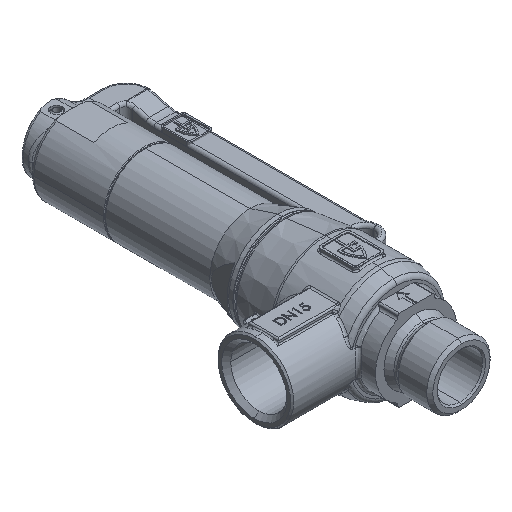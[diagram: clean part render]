
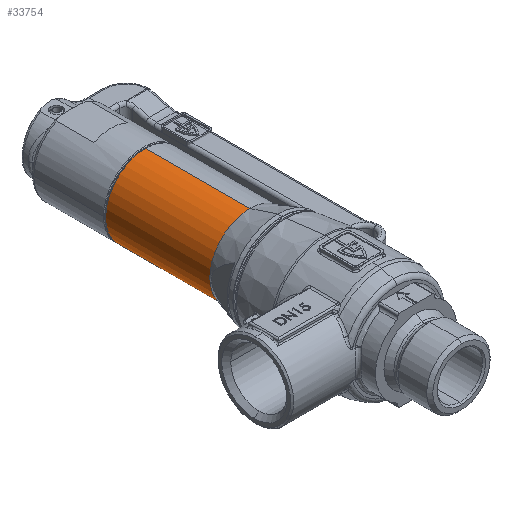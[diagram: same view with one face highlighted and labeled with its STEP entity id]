
A CAD part, isometric view. The second image highlights one B-rep face of the part: STEP entity #33754.
In plain terms, the highlighted cylindrical face has radius 13.25 mm (diameter 26.5 mm), a partial arc.
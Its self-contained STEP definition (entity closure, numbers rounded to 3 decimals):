
#3324 = VERTEX_POINT ( 'NONE', #26135 ) ;
#3902 = VERTEX_POINT ( 'NONE', #26235 ) ;
#3985 = VERTEX_POINT ( 'NONE', #26316 ) ;
#4117 = VERTEX_POINT ( 'NONE', #26420 ) ;
#5022 = EDGE_LOOP ( 'NONE', ( #9131, #9132, #9134, #9135 ) ) ;
#6604 = VECTOR ( 'NONE', #32235, 1000. ) ;
#7019 = VECTOR ( 'NONE', #32233, 1000. ) ;
#7576 = FACE_OUTER_BOUND ( 'NONE', #5022, .T. ) ;
#7599 = CYLINDRICAL_SURFACE ( 'NONE', #10400, 13.25 ) ;
#7600 = CARTESIAN_POINT ( 'NONE',  ( 0., 70.245, 0. ) ) ;
#7610 = DIRECTION ( 'NONE',  ( 0., -1., 0. ) ) ;
#7611 = DIRECTION ( 'NONE',  ( 0., 0., -1. ) ) ;
#9131 = ORIENTED_EDGE ( 'NONE', *, *, #35636, .F. ) ;
#9132 = ORIENTED_EDGE ( 'NONE', *, *, #34573, .T. ) ;
#9134 = ORIENTED_EDGE ( 'NONE', *, *, #35637, .T. ) ;
#9135 = ORIENTED_EDGE ( 'NONE', *, *, #34608, .F. ) ;
#10400 = AXIS2_PLACEMENT_3D ( 'NONE', #7600, #7610, #7611 ) ;
#21756 = CARTESIAN_POINT ( 'NONE',  ( 0., 125.745, 0. ) ) ;
#21757 = DIRECTION ( 'NONE',  ( 0., -1., 0. ) ) ;
#21758 = DIRECTION ( 'NONE',  ( 0., 0., 1. ) ) ;
#21828 = CARTESIAN_POINT ( 'NONE',  ( 0., 91.245, 0. ) ) ;
#21829 = DIRECTION ( 'NONE',  ( 0., -1., 0. ) ) ;
#21830 = DIRECTION ( 'NONE',  ( 0., 0., -1. ) ) ;
#26135 = CARTESIAN_POINT ( 'NONE',  ( 0., 91.245, 13.25 ) ) ;
#26235 = CARTESIAN_POINT ( 'NONE',  ( 0., 91.245, -13.25 ) ) ;
#26316 = CARTESIAN_POINT ( 'NONE',  ( 0., 125.745, 13.25 ) ) ;
#26420 = CARTESIAN_POINT ( 'NONE',  ( 0., 125.745, -13.25 ) ) ;
#32197 = LINE ( 'NONE', #32231, #7019 ) ;
#32198 = LINE ( 'NONE', #32234, #6604 ) ;
#32231 = CARTESIAN_POINT ( 'NONE',  ( 0., 70.245, 13.25 ) ) ;
#32233 = DIRECTION ( 'NONE',  ( 0., -1., 0. ) ) ;
#32234 = CARTESIAN_POINT ( 'NONE',  ( 0., 70.245, -13.25 ) ) ;
#32235 = DIRECTION ( 'NONE',  ( 0., -1., 0. ) ) ;
#33754 = ADVANCED_FACE ( 'NONE', ( #7576 ), #7599, .T. ) ;
#34539 = CIRCLE ( 'NONE', #34555, 13.25 ) ;
#34555 = AXIS2_PLACEMENT_3D ( 'NONE', #21828, #21829, #21830 ) ;
#34573 = EDGE_CURVE ( 'NONE', #3985, #4117, #34618, .T. ) ;
#34596 = AXIS2_PLACEMENT_3D ( 'NONE', #21756, #21757, #21758 ) ;
#34608 = EDGE_CURVE ( 'NONE', #3324, #3902, #34539, .T. ) ;
#34618 = CIRCLE ( 'NONE', #34596, 13.25 ) ;
#35636 = EDGE_CURVE ( 'NONE', #3985, #3324, #32197, .T. ) ;
#35637 = EDGE_CURVE ( 'NONE', #4117, #3902, #32198, .T. ) ;
